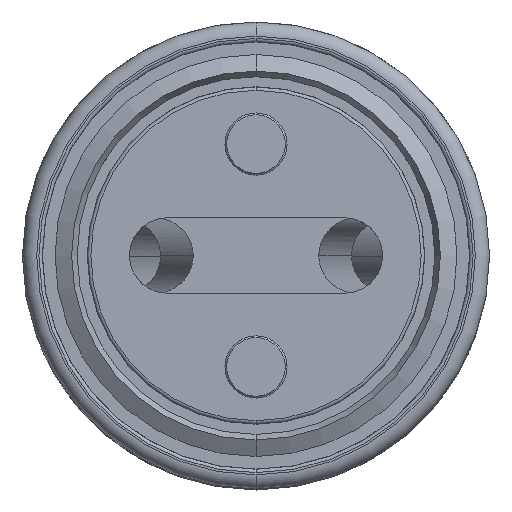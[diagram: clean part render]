
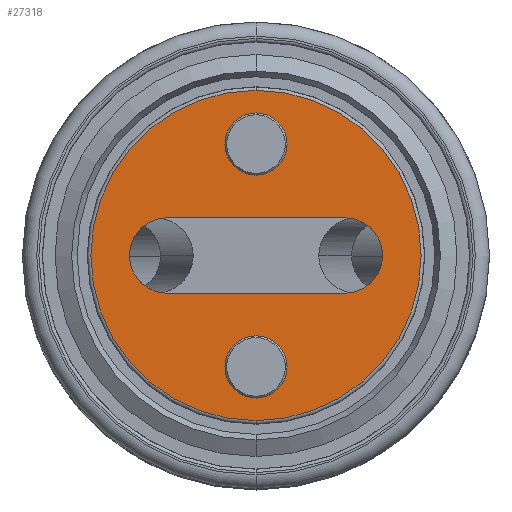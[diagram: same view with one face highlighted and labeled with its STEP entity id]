
A CAD part, top view. The second image highlights one B-rep face of the part: STEP entity #27318.
In plain terms, the highlighted planar face has unit normal (0, 0, 1).
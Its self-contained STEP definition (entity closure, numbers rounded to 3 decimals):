
#12051=CARTESIAN_POINT('',(0.,0.,72.2));
#12052=DIRECTION('',(0.,0.,1.));
#12053=DIRECTION('',(0.,1.,0.));
#12054=AXIS2_PLACEMENT_3D('',#12051,#12052,#12053);
#12059=CARTESIAN_POINT('',(0.,0.,72.2));
#12060=DIRECTION('',(0.,0.,1.));
#12061=DIRECTION('',(0.,-1.,0.));
#12062=AXIS2_PLACEMENT_3D('',#12059,#12060,#12061);
#12067=DIRECTION('',(-1.,0.,0.));
#12068=VECTOR('',#12067,20.);
#12069=CARTESIAN_POINT('',(10.,4.25,72.2));
#12070=LINE('',#12069,#12068);
#12074=CARTESIAN_POINT('',(-10.,0.,72.2));
#12075=DIRECTION('',(0.,0.,1.));
#12076=DIRECTION('',(0.,1.,0.));
#12077=AXIS2_PLACEMENT_3D('',#12074,#12075,#12076);
#12082=DIRECTION('',(1.,0.,0.));
#12083=VECTOR('',#12082,20.);
#12084=CARTESIAN_POINT('',(-10.,-4.25,72.2));
#12085=LINE('',#12084,#12083);
#12089=CARTESIAN_POINT('',(10.,0.,72.2));
#12090=DIRECTION('',(0.,0.,1.));
#12091=DIRECTION('',(0.,-1.,0.));
#12092=AXIS2_PLACEMENT_3D('',#12089,#12090,#12091);
#12097=CARTESIAN_POINT('',(0.,-12.55,72.2));
#12098=DIRECTION('',(0.,0.,1.));
#12099=DIRECTION('',(0.,-1.,0.));
#12100=AXIS2_PLACEMENT_3D('',#12097,#12098,#12099);
#12105=CARTESIAN_POINT('',(0.,-12.55,72.2));
#12106=DIRECTION('',(0.,0.,1.));
#12107=DIRECTION('',(0.,1.,0.));
#12108=AXIS2_PLACEMENT_3D('',#12105,#12106,#12107);
#12113=CARTESIAN_POINT('',(0.,12.55,72.2));
#12114=DIRECTION('',(0.,0.,1.));
#12115=DIRECTION('',(0.,-1.,0.));
#12116=AXIS2_PLACEMENT_3D('',#12113,#12114,#12115);
#12121=CARTESIAN_POINT('',(0.,12.55,72.2));
#12122=DIRECTION('',(0.,0.,1.));
#12123=DIRECTION('',(0.,1.,0.));
#12124=AXIS2_PLACEMENT_3D('',#12121,#12122,#12123);
#16900=CARTESIAN_POINT('',(10.,4.25,72.2));
#16901=CARTESIAN_POINT('',(-10.,4.25,72.2));
#16902=VERTEX_POINT('',#16900);
#16903=VERTEX_POINT('',#16901);
#16904=CARTESIAN_POINT('',(-10.,-4.25,72.2));
#16905=VERTEX_POINT('',#16904);
#16906=CARTESIAN_POINT('',(10.,-4.25,72.2));
#16907=VERTEX_POINT('',#16906);
#16989=CARTESIAN_POINT('',(0.,18.6,72.2));
#16990=CARTESIAN_POINT('',(0.,-18.6,72.2));
#16991=VERTEX_POINT('',#16989);
#16992=VERTEX_POINT('',#16990);
#17025=CARTESIAN_POINT('',(0.,-16.05,72.2));
#17026=CARTESIAN_POINT('',(0.,-9.05,72.2));
#17027=VERTEX_POINT('',#17025);
#17028=VERTEX_POINT('',#17026);
#17041=CARTESIAN_POINT('',(0.,9.05,72.2));
#17042=CARTESIAN_POINT('',(0.,16.05,72.2));
#17043=VERTEX_POINT('',#17041);
#17044=VERTEX_POINT('',#17042);
#27286=CARTESIAN_POINT('',(0.,0.,72.2));
#27287=DIRECTION('',(0.,0.,1.));
#27288=DIRECTION('',(0.,1.,0.));
#27289=AXIS2_PLACEMENT_3D('',#27286,#27287,#27288);
#27290=PLANE('',#27289);
#27292=ORIENTED_EDGE('',*,*,#27291,.F.);
#27294=ORIENTED_EDGE('',*,*,#27293,.F.);
#27295=EDGE_LOOP('',(#27292,#27294));
#27296=FACE_OUTER_BOUND('',#27295,.F.);
#27298=ORIENTED_EDGE('',*,*,#27297,.T.);
#27299=ORIENTED_EDGE('',*,*,#27251,.T.);
#27301=ORIENTED_EDGE('',*,*,#27300,.T.);
#27303=ORIENTED_EDGE('',*,*,#27302,.T.);
#27304=EDGE_LOOP('',(#27298,#27299,#27301,#27303));
#27305=FACE_BOUND('',#27304,.F.);
#27307=ORIENTED_EDGE('',*,*,#27306,.T.);
#27309=ORIENTED_EDGE('',*,*,#27308,.T.);
#27310=EDGE_LOOP('',(#27307,#27309));
#27311=FACE_BOUND('',#27310,.F.);
#27313=ORIENTED_EDGE('',*,*,#27312,.T.);
#27315=ORIENTED_EDGE('',*,*,#27314,.T.);
#27316=EDGE_LOOP('',(#27313,#27315));
#27317=FACE_BOUND('',#27316,.F.);
#27318=ADVANCED_FACE('',(#27296,#27305,#27311,#27317),#27290,.T.);
#12055=CIRCLE('',#12054,18.6);
#12063=CIRCLE('',#12062,18.6);
#12078=CIRCLE('',#12077,4.25);
#12093=CIRCLE('',#12092,4.25);
#12101=CIRCLE('',#12100,3.5);
#12109=CIRCLE('',#12108,3.5);
#12117=CIRCLE('',#12116,3.5);
#12125=CIRCLE('',#12124,3.5);
#27251=EDGE_CURVE('',#16903,#16905,#12078,.T.);
#27291=EDGE_CURVE('',#16991,#16992,#12055,.T.);
#27293=EDGE_CURVE('',#16992,#16991,#12063,.T.);
#27297=EDGE_CURVE('',#16902,#16903,#12070,.T.);
#27300=EDGE_CURVE('',#16905,#16907,#12085,.T.);
#27302=EDGE_CURVE('',#16907,#16902,#12093,.T.);
#27306=EDGE_CURVE('',#17027,#17028,#12101,.T.);
#27308=EDGE_CURVE('',#17028,#17027,#12109,.T.);
#27312=EDGE_CURVE('',#17043,#17044,#12117,.T.);
#27314=EDGE_CURVE('',#17044,#17043,#12125,.T.);
